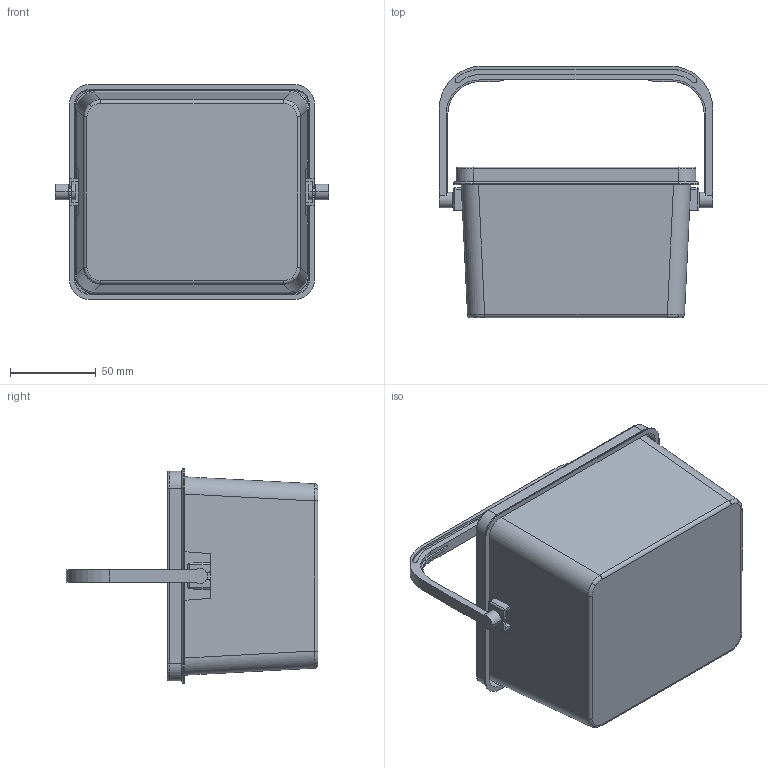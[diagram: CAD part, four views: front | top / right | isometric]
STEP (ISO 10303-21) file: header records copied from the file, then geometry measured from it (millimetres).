
FILE_DESCRIPTION (( 'STEP AP214' ), '1' );
FILE_NAME ('B137 Êîðîáêà ïëàñòèêîâàÿ, 145x125x88 ìì.STEP', '2020-04-06T13:12:16', ( '' ), ( '' ), 'SwSTEP 2.0', 'SolidWorks 2020', '' );
FILE_SCHEMA (( 'AUTOMOTIVE_DESIGN' ));
Length unit declared in the file: millimetre
Products named in the file (4): B137 Êðûøêà; B137 Åìêîñòü; B137 Ðó÷êà; B137 Êîðîáêà ïëàñòèêîâàÿ, 145x125x88 ìì
Assembly tree (3 placements, depth 2):
  B137 Êîðîáêà ïëàñòèêîâàÿ, 145x125x88 ìì
    B137 Åìêîñòü
    B137 Êðûøêà
    B137 Ðó÷êà
Bounding box: 159 x 146.35 x 125 mm (x, y, z)
Volume: 139308.7 mm3; surface area: 163874.4 mm2
Topology: 4 solids, 4 shells, 352 faces, 904 edges, 570 vertices
Faces by surface type: plane 170, cylinder 122, bspline 40, torus 16, sphere 4
Entity records: 11963 total; most frequent: CARTESIAN_POINT 3384, ORIENTED_EDGE 1800, DIRECTION 1744, EDGE_CURVE 900, AXIS2_PLACEMENT_3D 602, VERTEX_POINT 570, LINE 540, VECTOR 540
